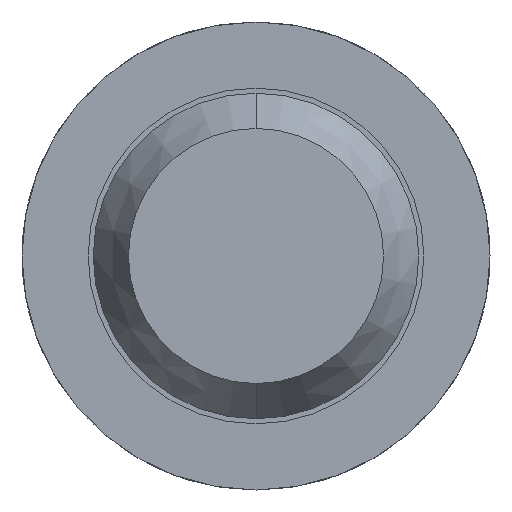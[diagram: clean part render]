
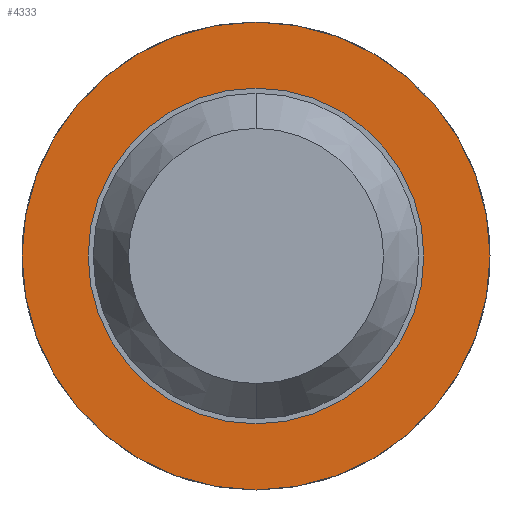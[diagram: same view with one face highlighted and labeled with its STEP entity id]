
A CAD part, front view. The second image highlights one B-rep face of the part: STEP entity #4333.
In plain terms, the highlighted planar face has unit normal (0, -1, 0).
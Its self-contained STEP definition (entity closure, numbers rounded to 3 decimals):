
#34 = CIRCLE ( 'NONE', #3051, 1.15 ) ;
#182 = CARTESIAN_POINT ( 'NONE',  ( 0., 12.05, 0. ) ) ;
#198 = FACE_BOUND ( 'NONE', #2196, .T. ) ;
#263 = CARTESIAN_POINT ( 'NONE',  ( 0.825, 12.05, 0. ) ) ;
#284 = DIRECTION ( 'NONE',  ( 0., 1., 0. ) ) ;
#529 = DIRECTION ( 'NONE',  ( 0., 0., 1. ) ) ;
#638 = DIRECTION ( 'NONE',  ( 0., 1., 0. ) ) ;
#685 = CARTESIAN_POINT ( 'NONE',  ( 0., 12.05, -0.825 ) ) ;
#841 = DIRECTION ( 'NONE',  ( 0., 1., 0. ) ) ;
#1099 = DIRECTION ( 'NONE',  ( 0., 0., 1. ) ) ;
#1119 = CIRCLE ( 'NONE', #1141, 0.825 ) ;
#1141 = AXIS2_PLACEMENT_3D ( 'NONE', #4052, #841, #4408 ) ;
#1443 = EDGE_CURVE ( 'NONE', #2800, #4205, #3026, .T. ) ;
#1455 = CIRCLE ( 'NONE', #3167, 0.825 ) ;
#1484 = CARTESIAN_POINT ( 'NONE',  ( 0., 12.05, 0. ) ) ;
#1635 = EDGE_LOOP ( 'NONE', ( #3125, #4603 ) ) ;
#2090 = DIRECTION ( 'NONE',  ( 0., 0., 1. ) ) ;
#2196 = EDGE_LOOP ( 'NONE', ( #2922, #3131 ) ) ;
#2251 = DIRECTION ( 'NONE',  ( 0., 1., 0. ) ) ;
#2476 = CARTESIAN_POINT ( 'NONE',  ( 0., 12.05, -1.15 ) ) ;
#2592 = DIRECTION ( 'NONE',  ( 0., 0., 1. ) ) ;
#2602 = CARTESIAN_POINT ( 'NONE',  ( 0., 12.05, 0. ) ) ;
#2688 = EDGE_CURVE ( 'NONE', #3431, #3878, #1455, .T. ) ;
#2800 = VERTEX_POINT ( 'NONE', #2476 ) ;
#2922 = ORIENTED_EDGE ( 'NONE', *, *, #2688, .T. ) ;
#3003 = FACE_OUTER_BOUND ( 'NONE', #1635, .T. ) ;
#3026 = CIRCLE ( 'NONE', #4265, 1.15 ) ;
#3051 = AXIS2_PLACEMENT_3D ( 'NONE', #2602, #2251, #2592 ) ;
#3123 = CARTESIAN_POINT ( 'NONE',  ( 0., 12.05, 0.825 ) ) ;
#3125 = ORIENTED_EDGE ( 'NONE', *, *, #3941, .F. ) ;
#3131 = ORIENTED_EDGE ( 'NONE', *, *, #4071, .T. ) ;
#3167 = AXIS2_PLACEMENT_3D ( 'NONE', #182, #638, #529 ) ;
#3267 = DIRECTION ( 'NONE',  ( 0., 1., 0. ) ) ;
#3431 = VERTEX_POINT ( 'NONE', #3123 ) ;
#3783 = CARTESIAN_POINT ( 'NONE',  ( 0., 12.05, 1.15 ) ) ;
#3878 = VERTEX_POINT ( 'NONE', #685 ) ;
#3941 = EDGE_CURVE ( 'NONE', #4205, #2800, #34, .T. ) ;
#4052 = CARTESIAN_POINT ( 'NONE',  ( 0., 12.05, 0. ) ) ;
#4071 = EDGE_CURVE ( 'NONE', #3878, #3431, #1119, .T. ) ;
#4205 = VERTEX_POINT ( 'NONE', #3783 ) ;
#4206 = PLANE ( 'NONE',  #4426 ) ;
#4265 = AXIS2_PLACEMENT_3D ( 'NONE', #1484, #3267, #1099 ) ;
#4333 = ADVANCED_FACE ( 'NONE', ( #3003, #198 ), #4206, .F. ) ;
#4408 = DIRECTION ( 'NONE',  ( 0., 0., 1. ) ) ;
#4426 = AXIS2_PLACEMENT_3D ( 'NONE', #263, #284, #2090 ) ;
#4603 = ORIENTED_EDGE ( 'NONE', *, *, #1443, .F. ) ;
